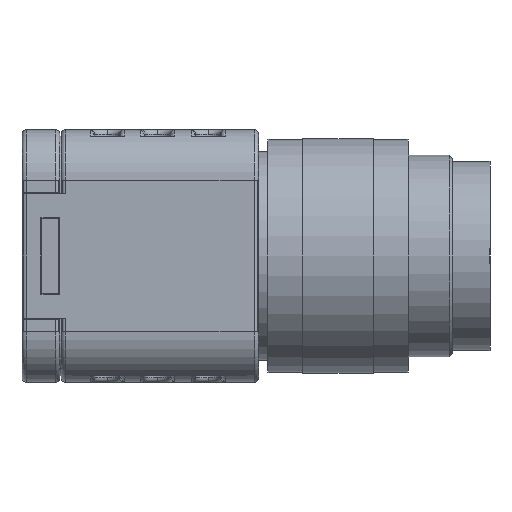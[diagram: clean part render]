
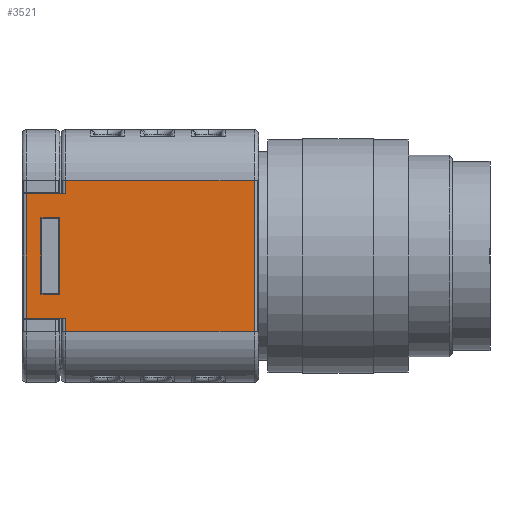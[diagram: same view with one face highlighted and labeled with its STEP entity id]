
A CAD part, left-side view. The second image highlights one B-rep face of the part: STEP entity #3521.
In plain terms, the highlighted planar face has unit normal (-1, 0, 0).
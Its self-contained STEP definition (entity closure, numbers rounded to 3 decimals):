
#1580=CARTESIAN_POINT('',(-10.0,0.35,6.0));
#1581=VERTEX_POINT('',#1580);
#1589=CARTESIAN_POINT('',(-10.0,0.35,-6.0));
#1590=VERTEX_POINT('',#1589);
#1591=CARTESIAN_POINT('',(-10.0,0.35,6.0));
#1592=DIRECTION('',(0.0,0.0,-1.0));
#1593=VECTOR('',#1592,12.0);
#1594=LINE('',#1591,#1593);
#1595=EDGE_CURVE('',#1581,#1590,#1594,.T.);
#2534=CARTESIAN_POINT('',(-10.0,18.4,-4.95));
#2535=VERTEX_POINT('',#2534);
#2543=CARTESIAN_POINT('',(-10.0,18.4,4.95));
#2544=VERTEX_POINT('',#2543);
#2545=CARTESIAN_POINT('',(-10.0,18.4,-4.95));
#2546=DIRECTION('',(0.0,0.0,1.0));
#2547=VECTOR('',#2546,9.9);
#2548=LINE('',#2545,#2547);
#2549=EDGE_CURVE('',#2535,#2544,#2548,.T.);
#3399=CARTESIAN_POINT('',(-10.0,15.3,4.95));
#3400=VERTEX_POINT('',#3399);
#3401=CARTESIAN_POINT('',(-10.0,18.4,4.95));
#3402=DIRECTION('',(0.0,-1.0,0.0));
#3403=VECTOR('',#3402,3.1);
#3404=LINE('',#3401,#3403);
#3405=EDGE_CURVE('',#2544,#3400,#3404,.T.);
#3441=CARTESIAN_POINT('',(-10.0,0.0,6.0));
#3442=DIRECTION('',(-1.0,0.0,0.0));
#3443=DIRECTION('',(0.0,0.0,1.0));
#3444=AXIS2_PLACEMENT_3D('',#3441,#3442,#3443);
#3445=PLANE('',#3444);
#3446=ORIENTED_EDGE('',*,*,#2549,.F.);
#3447=CARTESIAN_POINT('',(-10.0,15.3,-4.95));
#3448=VERTEX_POINT('',#3447);
#3449=CARTESIAN_POINT('',(-10.0,15.3,-4.95));
#3450=DIRECTION('',(0.0,1.0,0.0));
#3451=VECTOR('',#3450,3.1);
#3452=LINE('',#3449,#3451);
#3453=EDGE_CURVE('',#3448,#2535,#3452,.T.);
#3454=ORIENTED_EDGE('',*,*,#3453,.F.);
#3455=CARTESIAN_POINT('',(-10.0,15.3,-6.0));
#3456=VERTEX_POINT('',#3455);
#3457=CARTESIAN_POINT('',(-10.0,15.3,-6.0));
#3458=DIRECTION('',(0.0,0.0,1.0));
#3459=VECTOR('',#3458,1.05);
#3460=LINE('',#3457,#3459);
#3461=EDGE_CURVE('',#3456,#3448,#3460,.T.);
#3462=ORIENTED_EDGE('',*,*,#3461,.F.);
#3463=CARTESIAN_POINT('',(-10.0,0.35,-6.0));
#3464=DIRECTION('',(0.0,1.0,0.0));
#3465=VECTOR('',#3464,14.95);
#3466=LINE('',#3463,#3465);
#3467=EDGE_CURVE('',#1590,#3456,#3466,.T.);
#3468=ORIENTED_EDGE('',*,*,#3467,.F.);
#3469=ORIENTED_EDGE('',*,*,#1595,.F.);
#3470=CARTESIAN_POINT('',(-10.0,15.3,6.0));
#3471=VERTEX_POINT('',#3470);
#3472=CARTESIAN_POINT('',(-10.0,0.35,6.0));
#3473=DIRECTION('',(0.0,1.0,0.0));
#3474=VECTOR('',#3473,14.95);
#3475=LINE('',#3472,#3474);
#3476=EDGE_CURVE('',#1581,#3471,#3475,.T.);
#3477=ORIENTED_EDGE('',*,*,#3476,.T.);
#3478=CARTESIAN_POINT('',(-10.0,15.3,4.95));
#3479=DIRECTION('',(0.0,0.0,1.0));
#3480=VECTOR('',#3479,1.05);
#3481=LINE('',#3478,#3480);
#3482=EDGE_CURVE('',#3400,#3471,#3481,.T.);
#3483=ORIENTED_EDGE('',*,*,#3482,.F.);
#3484=ORIENTED_EDGE('',*,*,#3405,.F.);
#3485=EDGE_LOOP('',(#3446,#3454,#3462,#3468,#3469,#3477,#3483,#3484));
#3486=FACE_OUTER_BOUND('',#3485,.T.);
#3487=CARTESIAN_POINT('',(-10.0,15.75,3.05));
#3488=VERTEX_POINT('',#3487);
#3489=CARTESIAN_POINT('',(-10.0,15.75,-3.05));
#3490=VERTEX_POINT('',#3489);
#3491=CARTESIAN_POINT('',(-10.0,15.75,3.05));
#3492=DIRECTION('',(0.0,0.0,-1.0));
#3493=VECTOR('',#3492,6.1);
#3494=LINE('',#3491,#3493);
#3495=EDGE_CURVE('',#3488,#3490,#3494,.T.);
#3496=ORIENTED_EDGE('',*,*,#3495,.T.);
#3497=CARTESIAN_POINT('',(-10.0,17.25,-3.05));
#3498=VERTEX_POINT('',#3497);
#3499=CARTESIAN_POINT('',(-10.0,15.75,-3.05));
#3500=DIRECTION('',(0.0,1.0,0.0));
#3501=VECTOR('',#3500,1.5);
#3502=LINE('',#3499,#3501);
#3503=EDGE_CURVE('',#3490,#3498,#3502,.T.);
#3504=ORIENTED_EDGE('',*,*,#3503,.T.);
#3505=CARTESIAN_POINT('',(-10.0,17.25,3.05));
#3506=VERTEX_POINT('',#3505);
#3507=CARTESIAN_POINT('',(-10.0,17.25,-3.05));
#3508=DIRECTION('',(0.0,0.0,1.0));
#3509=VECTOR('',#3508,6.1);
#3510=LINE('',#3507,#3509);
#3511=EDGE_CURVE('',#3498,#3506,#3510,.T.);
#3512=ORIENTED_EDGE('',*,*,#3511,.T.);
#3513=CARTESIAN_POINT('',(-10.0,17.25,3.05));
#3514=DIRECTION('',(0.0,-1.0,0.0));
#3515=VECTOR('',#3514,1.5);
#3516=LINE('',#3513,#3515);
#3517=EDGE_CURVE('',#3506,#3488,#3516,.T.);
#3518=ORIENTED_EDGE('',*,*,#3517,.T.);
#3519=EDGE_LOOP('',(#3496,#3504,#3512,#3518));
#3520=FACE_BOUND('',#3519,.T.);
#3521=ADVANCED_FACE('',(#3486,#3520),#3445,.T.);
